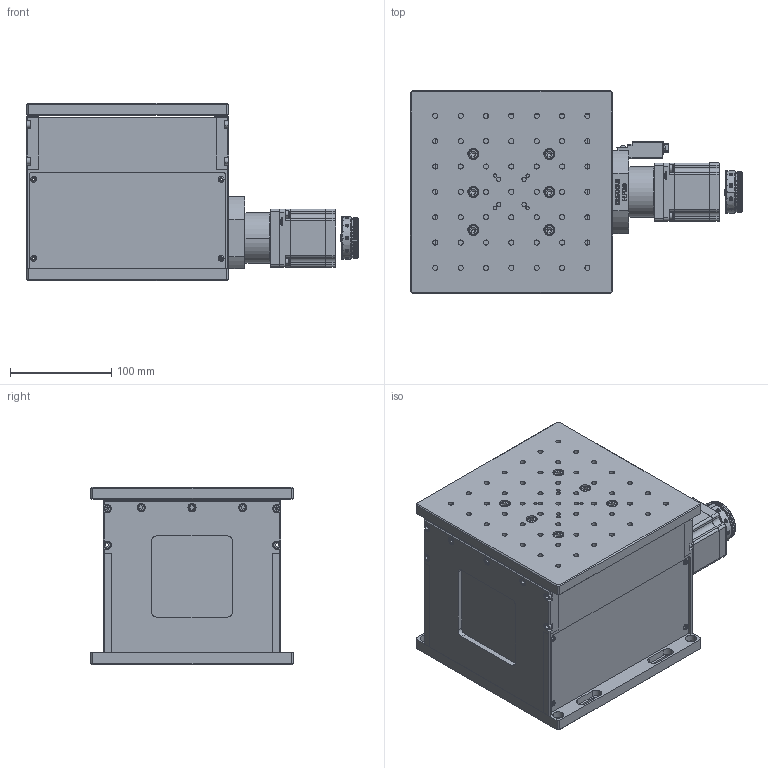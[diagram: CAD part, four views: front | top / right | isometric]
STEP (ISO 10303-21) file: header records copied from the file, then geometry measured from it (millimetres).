
FILE_DESCRIPTION (( 'STEP AP203' ), '1' );
FILE_NAME ('ELPC50.STEP', '2020-12-03T06:38:45', ( 'User' ), ( 'China' ), 'SwSTEP 2.0', 'SolidWorks 2018', '' );
FILE_SCHEMA (( 'CONFIG_CONTROL_DESIGN' ));
Length unit declared in the file: millimetre
Products named in the file (1): ELPC50
Bounding box: 327.5 x 200 x 175 mm (x, y, z)
Surface area: 344243.6 mm2 (no closed solid volume)
Topology: 0 solids, 94 shells, 1423 faces, 5005 edges, 3648 vertices
Faces by surface type: plane 691, cylinder 480, cone 126, bspline 52, torus 50, sphere 24
Entity records: 61038 total; most frequent: CARTESIAN_POINT 18989, DIRECTION 8595, ORIENTED_EDGE 7786, EDGE_CURVE 4985, VERTEX_POINT 3648, AXIS2_PLACEMENT_3D 3042, VECTOR 2511, LINE 2511
